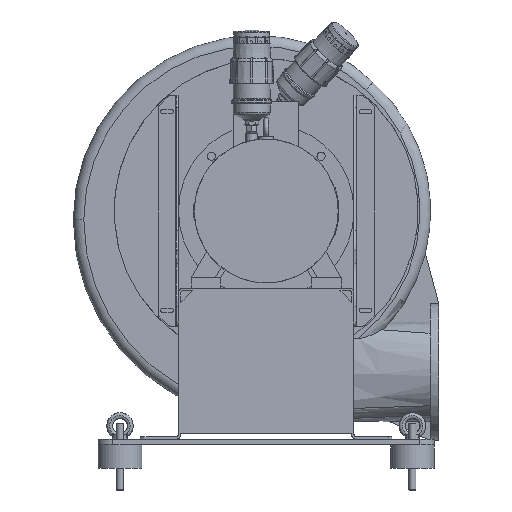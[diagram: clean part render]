
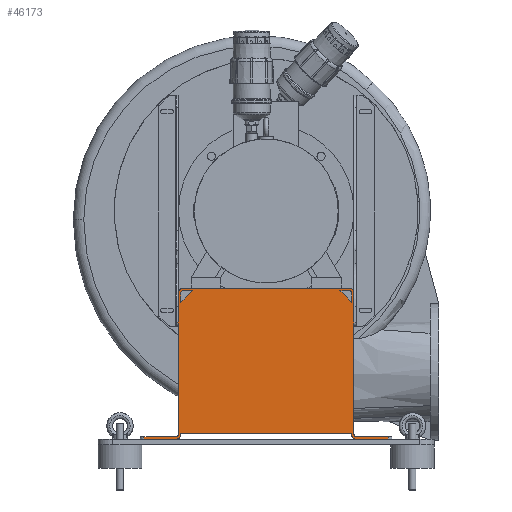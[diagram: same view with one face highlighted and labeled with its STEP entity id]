
A CAD part, front view. The second image highlights one B-rep face of the part: STEP entity #46173.
In plain terms, the highlighted planar face has unit normal (0, -1, 0).
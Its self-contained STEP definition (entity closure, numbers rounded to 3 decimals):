
#32893=CARTESIAN_POINT('',(418.017,-140.355,-167.411));
#32894=VERTEX_POINT('',#32893);
#32895=CARTESIAN_POINT('',(473.017,-140.355,-167.411));
#32896=VERTEX_POINT('',#32895);
#32897=CARTESIAN_POINT('',(418.017,-140.355,-167.411));
#32898=DIRECTION('',(1.0,0.0,0.0));
#32899=VECTOR('',#32898,55.);
#32900=LINE('',#32897,#32899);
#32901=EDGE_CURVE('',#32894,#32896,#32900,.T.);
#32964=CARTESIAN_POINT('',(110.017,-140.355,-167.411));
#32965=VERTEX_POINT('',#32964);
#32972=CARTESIAN_POINT('',(55.017,-140.355,-167.411));
#32973=VERTEX_POINT('',#32972);
#32974=CARTESIAN_POINT('',(55.017,-140.355,-167.411));
#32975=DIRECTION('',(1.0,0.0,0.0));
#32976=VECTOR('',#32975,55.);
#32977=LINE('',#32974,#32976);
#32978=EDGE_CURVE('',#32973,#32965,#32977,.T.);
#42353=CARTESIAN_POINT('',(114.017,-140.355,-159.411));
#42354=VERTEX_POINT('',#42353);
#42361=CARTESIAN_POINT('',(114.017,-140.355,82.589));
#42362=VERTEX_POINT('',#42361);
#42363=CARTESIAN_POINT('',(114.017,-140.355,-159.411));
#42364=DIRECTION('',(0.0,0.0,1.0));
#42365=VECTOR('',#42364,242.0);
#42366=LINE('',#42363,#42365);
#42367=EDGE_CURVE('',#42354,#42362,#42366,.T.);
#44908=CARTESIAN_POINT('',(410.017,-140.355,-158.411));
#44909=VERTEX_POINT('',#44908);
#44916=CARTESIAN_POINT('',(118.017,-140.355,-158.411));
#44917=VERTEX_POINT('',#44916);
#44918=CARTESIAN_POINT('',(410.017,-140.355,-158.411));
#44919=DIRECTION('',(-1.0,0.0,0.0));
#44920=VECTOR('',#44919,292.0);
#44921=LINE('',#44918,#44920);
#44922=EDGE_CURVE('',#44909,#44917,#44921,.T.);
#44956=CARTESIAN_POINT('',(390.017,-140.355,86.589));
#44957=VERTEX_POINT('',#44956);
#44964=CARTESIAN_POINT('',(410.017,-140.355,66.589));
#44965=VERTEX_POINT('',#44964);
#44966=CARTESIAN_POINT('',(390.017,-140.355,86.589));
#44967=DIRECTION('',(0.707,0.0,-0.707));
#44968=VECTOR('',#44967,28.284);
#44969=LINE('',#44966,#44968);
#44970=EDGE_CURVE('',#44957,#44965,#44969,.T.);
#44996=CARTESIAN_POINT('',(118.017,-140.355,66.589));
#44997=VERTEX_POINT('',#44996);
#45004=CARTESIAN_POINT('',(138.017,-140.355,86.589));
#45005=VERTEX_POINT('',#45004);
#45006=CARTESIAN_POINT('',(118.017,-140.355,66.589));
#45007=DIRECTION('',(0.707,0.0,0.707));
#45008=VECTOR('',#45007,28.284);
#45009=LINE('',#45006,#45008);
#45010=EDGE_CURVE('',#44997,#45005,#45009,.T.);
#45980=CARTESIAN_POINT('',(55.017,-140.355,-163.411));
#45981=VERTEX_POINT('',#45980);
#45998=CARTESIAN_POINT('',(55.017,-140.355,-167.411));
#45999=DIRECTION('',(0.0,0.0,1.0));
#46000=VECTOR('',#45999,4.);
#46001=LINE('',#45998,#46000);
#46002=EDGE_CURVE('',#32973,#45981,#46001,.T.);
#46007=CARTESIAN_POINT('',(114.017,-140.355,-167.411));
#46008=DIRECTION('',(0.0,-1.0,0.0));
#46009=DIRECTION('',(0.0,0.0,-1.0));
#46010=AXIS2_PLACEMENT_3D('',#46007,#46008,#46009);
#46011=PLANE('',#46010);
#46012=CARTESIAN_POINT('',(410.017,-140.355,-159.411));
#46013=VERTEX_POINT('',#46012);
#46014=CARTESIAN_POINT('',(410.017,-140.355,-158.411));
#46015=DIRECTION('',(0.0,0.0,-1.0));
#46016=VECTOR('',#46015,1.);
#46017=LINE('',#46014,#46016);
#46018=EDGE_CURVE('',#44909,#46013,#46017,.T.);
#46019=ORIENTED_EDGE('',*,*,#46018,.T.);
#46020=CARTESIAN_POINT('',(418.017,-140.355,-159.411));
#46021=DIRECTION('',(0.0,-1.0,0.0));
#46022=DIRECTION('',(-1.0,0.0,0.0));
#46023=AXIS2_PLACEMENT_3D('',#46020,#46021,#46022);
#46024=CIRCLE('',#46023,8.);
#46025=EDGE_CURVE('',#46013,#32894,#46024,.T.);
#46026=ORIENTED_EDGE('',*,*,#46025,.T.);
#46027=ORIENTED_EDGE('',*,*,#32901,.T.);
#46028=CARTESIAN_POINT('',(473.017,-140.355,-163.411));
#46029=VERTEX_POINT('',#46028);
#46030=CARTESIAN_POINT('',(473.017,-140.355,-163.411));
#46031=DIRECTION('',(0.0,0.0,-1.0));
#46032=VECTOR('',#46031,4.);
#46033=LINE('',#46030,#46032);
#46034=EDGE_CURVE('',#46029,#32896,#46033,.T.);
#46035=ORIENTED_EDGE('',*,*,#46034,.F.);
#46036=CARTESIAN_POINT('',(418.017,-140.355,-163.411));
#46037=VERTEX_POINT('',#46036);
#46038=CARTESIAN_POINT('',(473.017,-140.355,-163.411));
#46039=DIRECTION('',(-1.0,0.0,0.0));
#46040=VECTOR('',#46039,55.);
#46041=LINE('',#46038,#46040);
#46042=EDGE_CURVE('',#46029,#46037,#46041,.T.);
#46043=ORIENTED_EDGE('',*,*,#46042,.T.);
#46044=CARTESIAN_POINT('',(414.017,-140.355,-159.411));
#46045=VERTEX_POINT('',#46044);
#46046=CARTESIAN_POINT('',(418.017,-140.355,-159.411));
#46047=DIRECTION('',(0.0,-1.0,0.0));
#46048=DIRECTION('',(-1.0,0.0,0.0));
#46049=AXIS2_PLACEMENT_3D('',#46046,#46047,#46048);
#46050=CIRCLE('',#46049,4.);
#46051=EDGE_CURVE('',#46045,#46037,#46050,.T.);
#46052=ORIENTED_EDGE('',*,*,#46051,.F.);
#46053=CARTESIAN_POINT('',(414.017,-140.355,82.589));
#46054=VERTEX_POINT('',#46053);
#46055=CARTESIAN_POINT('',(414.017,-140.355,82.589));
#46056=DIRECTION('',(0.0,0.0,-1.0));
#46057=VECTOR('',#46056,242.0);
#46058=LINE('',#46055,#46057);
#46059=EDGE_CURVE('',#46054,#46045,#46058,.T.);
#46060=ORIENTED_EDGE('',*,*,#46059,.F.);
#46061=CARTESIAN_POINT('',(406.017,-140.355,90.589));
#46062=VERTEX_POINT('',#46061);
#46063=CARTESIAN_POINT('',(406.017,-140.355,82.589));
#46064=DIRECTION('',(0.0,1.0,0.0));
#46065=DIRECTION('',(0.0,0.0,1.0));
#46066=AXIS2_PLACEMENT_3D('',#46063,#46064,#46065);
#46067=CIRCLE('',#46066,8.0);
#46068=EDGE_CURVE('',#46062,#46054,#46067,.T.);
#46069=ORIENTED_EDGE('',*,*,#46068,.F.);
#46070=CARTESIAN_POINT('',(122.017,-140.355,90.589));
#46071=VERTEX_POINT('',#46070);
#46072=CARTESIAN_POINT('',(406.017,-140.355,90.589));
#46073=DIRECTION('',(-1.0,0.0,0.0));
#46074=VECTOR('',#46073,284.0);
#46075=LINE('',#46072,#46074);
#46076=EDGE_CURVE('',#46062,#46071,#46075,.T.);
#46077=ORIENTED_EDGE('',*,*,#46076,.T.);
#46078=CARTESIAN_POINT('',(122.017,-140.355,82.589));
#46079=DIRECTION('',(0.0,-1.0,0.0));
#46080=DIRECTION('',(0.0,0.0,1.0));
#46081=AXIS2_PLACEMENT_3D('',#46078,#46079,#46080);
#46082=CIRCLE('',#46081,8.0);
#46083=EDGE_CURVE('',#46071,#42362,#46082,.T.);
#46084=ORIENTED_EDGE('',*,*,#46083,.T.);
#46085=ORIENTED_EDGE('',*,*,#42367,.F.);
#46086=CARTESIAN_POINT('',(110.017,-140.355,-163.411));
#46087=VERTEX_POINT('',#46086);
#46088=CARTESIAN_POINT('',(110.017,-140.355,-159.411));
#46089=DIRECTION('',(0.0,1.0,0.0));
#46090=DIRECTION('',(1.0,0.0,0.0));
#46091=AXIS2_PLACEMENT_3D('',#46088,#46089,#46090);
#46092=CIRCLE('',#46091,4.);
#46093=EDGE_CURVE('',#42354,#46087,#46092,.T.);
#46094=ORIENTED_EDGE('',*,*,#46093,.T.);
#46095=CARTESIAN_POINT('',(110.017,-140.355,-163.411));
#46096=DIRECTION('',(-1.0,0.0,0.0));
#46097=VECTOR('',#46096,55.);
#46098=LINE('',#46095,#46097);
#46099=EDGE_CURVE('',#46087,#45981,#46098,.T.);
#46100=ORIENTED_EDGE('',*,*,#46099,.T.);
#46101=ORIENTED_EDGE('',*,*,#46002,.F.);
#46102=ORIENTED_EDGE('',*,*,#32978,.T.);
#46103=CARTESIAN_POINT('',(118.017,-140.355,-159.411));
#46104=VERTEX_POINT('',#46103);
#46105=CARTESIAN_POINT('',(110.017,-140.355,-159.411));
#46106=DIRECTION('',(0.0,1.0,0.0));
#46107=DIRECTION('',(1.0,0.0,0.0));
#46108=AXIS2_PLACEMENT_3D('',#46105,#46106,#46107);
#46109=CIRCLE('',#46108,8.);
#46110=EDGE_CURVE('',#46104,#32965,#46109,.T.);
#46111=ORIENTED_EDGE('',*,*,#46110,.F.);
#46112=CARTESIAN_POINT('',(118.017,-140.355,-159.411));
#46113=DIRECTION('',(0.0,0.0,1.0));
#46114=VECTOR('',#46113,1.);
#46115=LINE('',#46112,#46114);
#46116=EDGE_CURVE('',#46104,#44917,#46115,.T.);
#46117=ORIENTED_EDGE('',*,*,#46116,.T.);
#46118=ORIENTED_EDGE('',*,*,#44922,.F.);
#46119=EDGE_LOOP('',(#46019,#46026,#46027,#46035,#46043,#46052,#46060,#46069,#46077,#46084,#46085,#46094,#46100,#46101,#46102,#46111,#46117,#46118));
#46120=FACE_OUTER_BOUND('',#46119,.T.);
#46121=ORIENTED_EDGE('',*,*,#44970,.F.);
#46122=CARTESIAN_POINT('',(406.017,-140.355,86.589));
#46123=VERTEX_POINT('',#46122);
#46124=CARTESIAN_POINT('',(406.017,-140.355,86.589));
#46125=DIRECTION('',(-1.0,0.0,0.0));
#46126=VECTOR('',#46125,16.);
#46127=LINE('',#46124,#46126);
#46128=EDGE_CURVE('',#46123,#44957,#46127,.T.);
#46129=ORIENTED_EDGE('',*,*,#46128,.F.);
#46130=CARTESIAN_POINT('',(410.017,-140.355,82.589));
#46131=VERTEX_POINT('',#46130);
#46132=CARTESIAN_POINT('',(406.017,-140.355,82.589));
#46133=DIRECTION('',(0.0,1.0,0.0));
#46134=DIRECTION('',(0.0,0.0,1.0));
#46135=AXIS2_PLACEMENT_3D('',#46132,#46133,#46134);
#46136=CIRCLE('',#46135,4.);
#46137=EDGE_CURVE('',#46123,#46131,#46136,.T.);
#46138=ORIENTED_EDGE('',*,*,#46137,.T.);
#46139=CARTESIAN_POINT('',(410.017,-140.355,82.589));
#46140=DIRECTION('',(0.0,0.0,-1.0));
#46141=VECTOR('',#46140,16.);
#46142=LINE('',#46139,#46141);
#46143=EDGE_CURVE('',#46131,#44965,#46142,.T.);
#46144=ORIENTED_EDGE('',*,*,#46143,.T.);
#46145=EDGE_LOOP('',(#46121,#46129,#46138,#46144));
#46146=FACE_BOUND('',#46145,.T.);
#46147=ORIENTED_EDGE('',*,*,#45010,.F.);
#46148=CARTESIAN_POINT('',(118.017,-140.355,82.589));
#46149=VERTEX_POINT('',#46148);
#46150=CARTESIAN_POINT('',(118.017,-140.355,66.589));
#46151=DIRECTION('',(0.0,0.0,1.0));
#46152=VECTOR('',#46151,16.);
#46153=LINE('',#46150,#46152);
#46154=EDGE_CURVE('',#44997,#46149,#46153,.T.);
#46155=ORIENTED_EDGE('',*,*,#46154,.T.);
#46156=CARTESIAN_POINT('',(122.017,-140.355,86.589));
#46157=VERTEX_POINT('',#46156);
#46158=CARTESIAN_POINT('',(122.017,-140.355,82.589));
#46159=DIRECTION('',(0.0,-1.0,0.0));
#46160=DIRECTION('',(0.0,0.0,1.0));
#46161=AXIS2_PLACEMENT_3D('',#46158,#46159,#46160);
#46162=CIRCLE('',#46161,4.);
#46163=EDGE_CURVE('',#46157,#46149,#46162,.T.);
#46164=ORIENTED_EDGE('',*,*,#46163,.F.);
#46165=CARTESIAN_POINT('',(138.017,-140.355,86.589));
#46166=DIRECTION('',(-1.0,0.0,0.0));
#46167=VECTOR('',#46166,16.);
#46168=LINE('',#46165,#46167);
#46169=EDGE_CURVE('',#45005,#46157,#46168,.T.);
#46170=ORIENTED_EDGE('',*,*,#46169,.F.);
#46171=EDGE_LOOP('',(#46147,#46155,#46164,#46170));
#46172=FACE_BOUND('',#46171,.T.);
#46173=ADVANCED_FACE('',(#46120,#46146,#46172),#46011,.T.);
